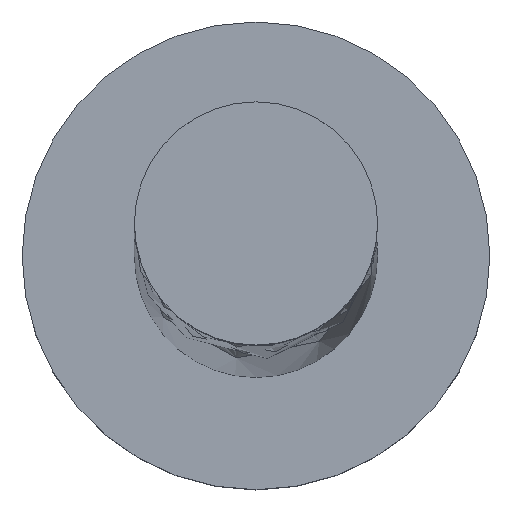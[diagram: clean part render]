
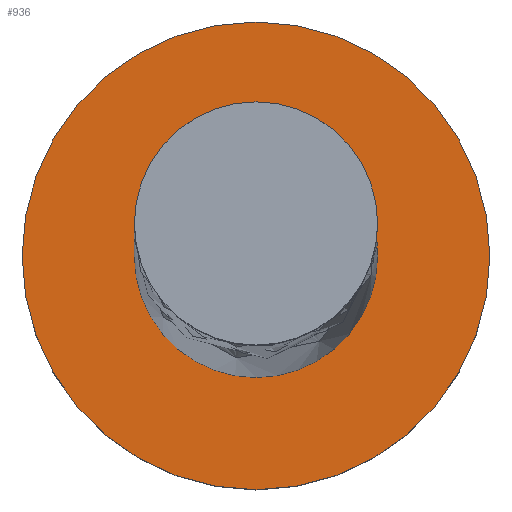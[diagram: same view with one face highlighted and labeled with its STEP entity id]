
A CAD part, top view. The second image highlights one B-rep face of the part: STEP entity #936.
In plain terms, the highlighted planar face has unit normal (0, 0, 1).
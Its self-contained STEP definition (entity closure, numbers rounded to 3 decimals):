
#90 = CARTESIAN_POINT ( 'NONE',  ( 5., 0., 3. ) ) ;
#115 = CARTESIAN_POINT ( 'NONE',  ( -2.6, 0., 3. ) ) ;
#250 = CIRCLE ( 'NONE', #496, 5. ) ;
#295 = EDGE_LOOP ( 'NONE', ( #942, #1780 ) ) ;
#331 = EDGE_CURVE ( 'NONE', #1672, #810, #250, .T. ) ;
#410 = DIRECTION ( 'NONE',  ( 0., 0., 1. ) ) ;
#447 = VERTEX_POINT ( 'NONE', #115 ) ;
#467 = EDGE_CURVE ( 'NONE', #447, #1392, #1355, .T. ) ;
#496 = AXIS2_PLACEMENT_3D ( 'NONE', #1423, #410, #567 ) ;
#532 = DIRECTION ( 'NONE',  ( 0., 0., 1. ) ) ;
#541 = DIRECTION ( 'NONE',  ( 1., 0., 0. ) ) ;
#565 = CARTESIAN_POINT ( 'NONE',  ( 0., 0., 3. ) ) ;
#567 = DIRECTION ( 'NONE',  ( 1., 0., 0. ) ) ;
#667 = DIRECTION ( 'NONE',  ( 1., 0., 0. ) ) ;
#734 = CIRCLE ( 'NONE', #1535, 5. ) ;
#745 = CARTESIAN_POINT ( 'NONE',  ( -5., 0., 3. ) ) ;
#792 = AXIS2_PLACEMENT_3D ( 'NONE', #1845, #532, #541 ) ;
#810 = VERTEX_POINT ( 'NONE', #745 ) ;
#832 = CIRCLE ( 'NONE', #1566, 2.6 ) ;
#936 = ADVANCED_FACE ( 'NONE', ( #1835, #1559 ), #1707, .T. ) ;
#942 = ORIENTED_EDGE ( 'NONE', *, *, #1666, .T. ) ;
#975 = CARTESIAN_POINT ( 'NONE',  ( 0., 0., 3. ) ) ;
#988 = AXIS2_PLACEMENT_3D ( 'NONE', #975, #1578, #1688 ) ;
#1049 = EDGE_CURVE ( 'NONE', #1392, #447, #832, .T. ) ;
#1109 = EDGE_LOOP ( 'NONE', ( #1236, #1894 ) ) ;
#1236 = ORIENTED_EDGE ( 'NONE', *, *, #467, .F. ) ;
#1311 = DIRECTION ( 'NONE',  ( 0., 0., 1. ) ) ;
#1328 = CARTESIAN_POINT ( 'NONE',  ( 2.6, 0., 3. ) ) ;
#1355 = CIRCLE ( 'NONE', #792, 2.6 ) ;
#1392 = VERTEX_POINT ( 'NONE', #1328 ) ;
#1423 = CARTESIAN_POINT ( 'NONE',  ( 0., 0., 3. ) ) ;
#1535 = AXIS2_PLACEMENT_3D ( 'NONE', #1577, #1557, #667 ) ;
#1557 = DIRECTION ( 'NONE',  ( 0., 0., 1. ) ) ;
#1559 = FACE_OUTER_BOUND ( 'NONE', #295, .T. ) ;
#1566 = AXIS2_PLACEMENT_3D ( 'NONE', #565, #1311, #1609 ) ;
#1577 = CARTESIAN_POINT ( 'NONE',  ( 0., 0., 3. ) ) ;
#1578 = DIRECTION ( 'NONE',  ( 0., 0., 1. ) ) ;
#1609 = DIRECTION ( 'NONE',  ( 1., 0., 0. ) ) ;
#1666 = EDGE_CURVE ( 'NONE', #810, #1672, #734, .T. ) ;
#1672 = VERTEX_POINT ( 'NONE', #90 ) ;
#1688 = DIRECTION ( 'NONE',  ( 1., 0., 0. ) ) ;
#1707 = PLANE ( 'NONE',  #988 ) ;
#1780 = ORIENTED_EDGE ( 'NONE', *, *, #331, .T. ) ;
#1835 = FACE_BOUND ( 'NONE', #1109, .T. ) ;
#1845 = CARTESIAN_POINT ( 'NONE',  ( 0., 0., 3. ) ) ;
#1894 = ORIENTED_EDGE ( 'NONE', *, *, #1049, .F. ) ;
